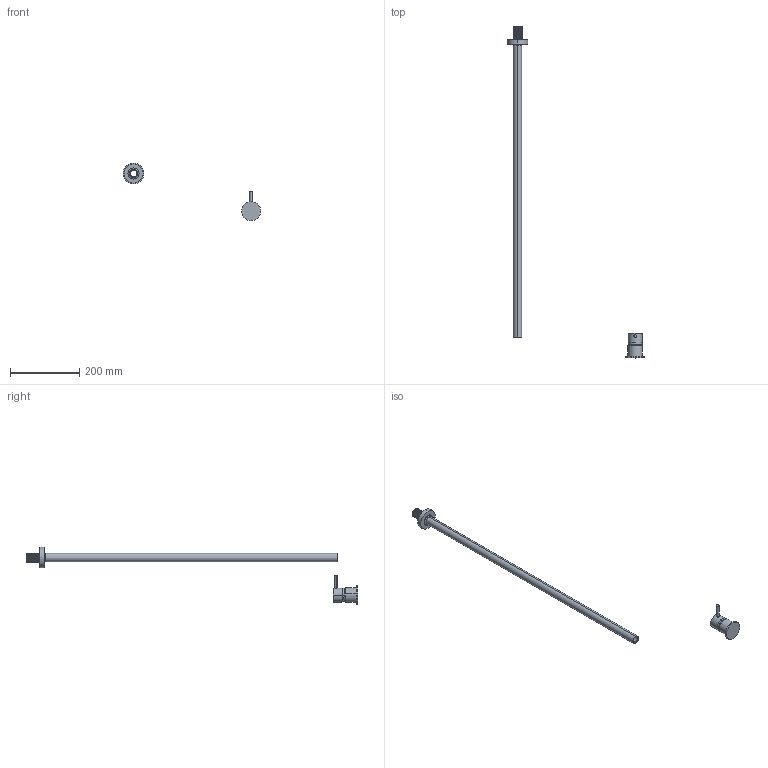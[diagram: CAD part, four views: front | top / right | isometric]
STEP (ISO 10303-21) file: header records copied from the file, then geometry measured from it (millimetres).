
FILE_DESCRIPTION (( 'STEP AP214' ), '1' );
FILE_NAME ('15033.STEP', '2023-10-06T16:09:18', ( '' ), ( '' ), 'SwSTEP 2.0', 'SolidWorks 2018', '' );
FILE_SCHEMA (( 'AUTOMOTIVE_DESIGN' ));
Length unit declared in the file: millimetre
Products named in the file (1): 15033
Bounding box: 396.65 x 958.33 x 165.75 mm (x, y, z)
Surface area: 100971.3 mm2 (no closed solid volume)
Topology: 0 solids, 5 shells, 94 faces, 195 edges, 112 vertices
Faces by surface type: cone 56, cylinder 22, plane 14, bspline 2
Entity records: 3593 total; most frequent: CARTESIAN_POINT 503, DIRECTION 481, ORIENTED_EDGE 372, AXIS2_PLACEMENT_3D 200, EDGE_CURVE 195, VERTEX_POINT 112, CIRCLE 107, EDGE_LOOP 103
